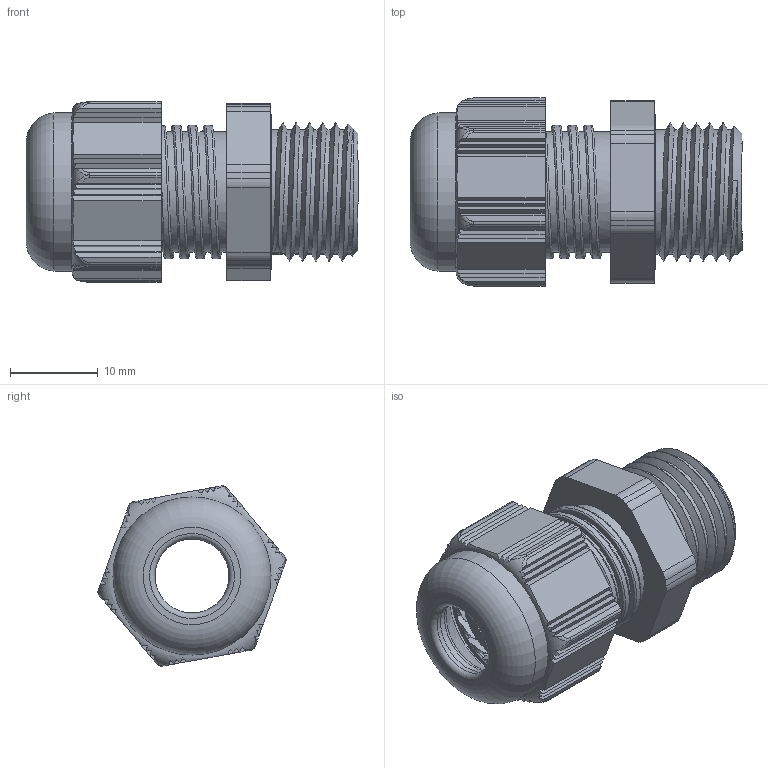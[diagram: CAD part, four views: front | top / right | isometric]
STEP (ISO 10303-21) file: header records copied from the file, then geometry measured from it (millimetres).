
FILE_DESCRIPTION(/* description */ ('Euro-Top PA RAIL M 16x1,5, L= 10 mm'),/* implementation_level */ '2;1');
FILE_NAME(/* name */ 'R11084516TL10-RST.stp',/* time_stamp */ '2022-02-03T11:28:01+01:00',/* author */ ('sl'),/* organization */ (''),/* preprocessor_version */ 'ST-DEVELOPER v16.5',/* originating_system */ 'Autodesk Inventor 2017',/* authorisation */ '');
FILE_SCHEMA (('AUTOMOTIVE_DESIGN { 1 0 10303 214 3 1 1 }'));
Length unit declared in the file: millimetre
Products named in the file (4): R11084516TL10-RST; Dichteinsatz-01-BT-0002-110845; Hutmutter-01-BT-0003-11084516; R11084516TL10
Assembly tree (3 placements, depth 2):
  R11084516TL10-RST
    Dichteinsatz-01-BT-0002-110845
    Hutmutter-01-BT-0003-11084516
    R11084516TL10
Bounding box: 37.79 x 21.42 x 20.54 mm (x, y, z)
Volume: 5521.6 mm3; surface area: 6798.3 mm2
Topology: 3 solids, 3 shells, 352 faces, 900 edges, 560 vertices
Faces by surface type: plane 175, cylinder 107, bspline 28, torus 22, sphere 15, cone 5
Full cylindrical faces by diameter (mm): 8.42 x1, 8.47 x1, 8.55 x1, 9.17 x1, 9.83 x1, 10.92 x1, 11 x1, 13.68 x4, 14.228 x6, 15.652 x5, 18 x1
Entity records: 14886 total; most frequent: CARTESIAN_POINT 6839, DIRECTION 1672, ORIENTED_EDGE 1654, EDGE_CURVE 827, AXIS2_PLACEMENT_3D 655, VERTEX_POINT 525, EDGE_LOOP 372, LINE 362
